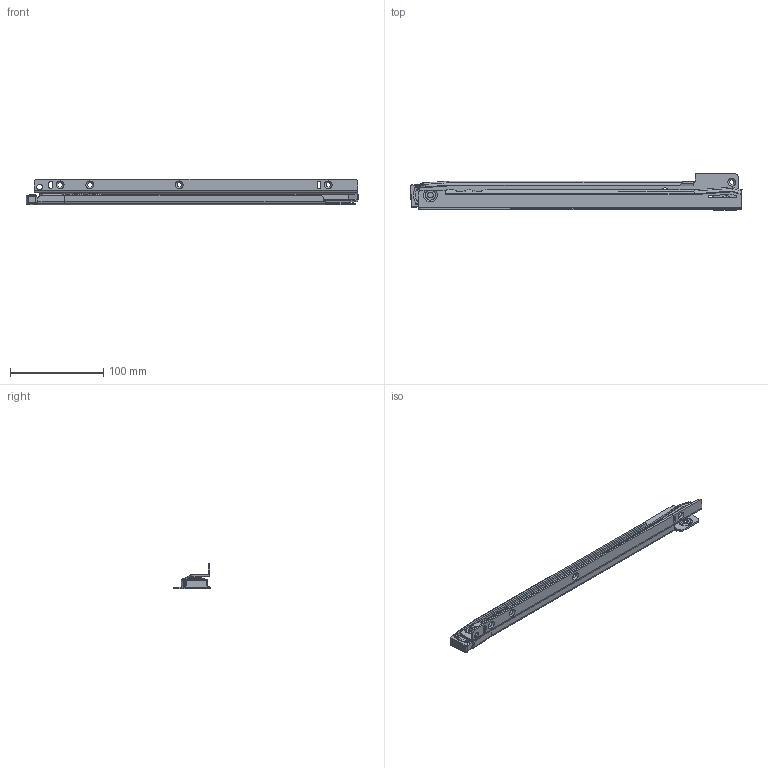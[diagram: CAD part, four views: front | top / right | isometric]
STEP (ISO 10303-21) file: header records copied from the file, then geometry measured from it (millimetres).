
FILE_DESCRIPTION (( 'STEP AP214' ), '1' );
FILE_NAME ('FR_2071.0350mm_14inch_closed_right.STEP', '2022-11-15T09:05:33', ( '' ), ( '' ), 'SwSTEP 2.0', 'SolidWorks 2020', '' );
FILE_SCHEMA (( 'AUTOMOTIVE_DESIGN' ));
Length unit declared in the file: millimetre
Products named in the file (6): AG-020; 2071.XXX-03.0000.re_NL  350; 2071.XXX-01.0000.re_NL  350; FR_2071.0350mm_14inch_closed_right
Assembly tree (5 placements, depth 3):
  FR_2071.0350mm_14inch_closed_right
    2071.XXX-01.0000.re_NL  350
      2071.XXX-01.0000.re_NL  350
      AG-020
    2071.XXX-03.0000.re_NL  350
      2071.XXX-03.0000.re_NL  350
Bounding box: 356.63 x 39.5 x 27.83 mm (x, y, z)
Volume: 59784.7 mm3; surface area: 63610.2 mm2
Topology: 3 solids, 3 shells, 454 faces, 1163 edges, 708 vertices
Faces by surface type: plane 180, cylinder 157, torus 48, cone 37, bspline 32
Entity records: 14904 total; most frequent: CARTESIAN_POINT 3796, ORIENTED_EDGE 2324, DIRECTION 2284, EDGE_CURVE 1162, AXIS2_PLACEMENT_3D 856, VERTEX_POINT 708, VECTOR 572, LINE 572
